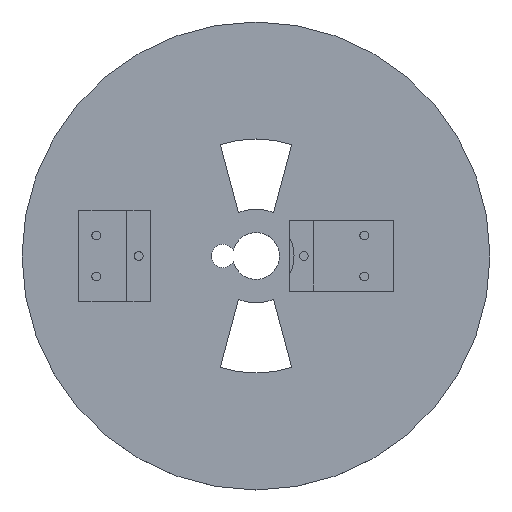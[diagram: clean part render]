
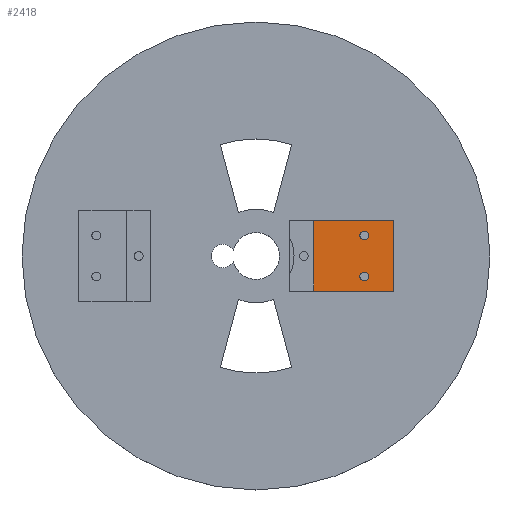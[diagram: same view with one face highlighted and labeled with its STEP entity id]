
A CAD part, top view. The second image highlights one B-rep face of the part: STEP entity #2418.
In plain terms, the highlighted planar face has unit normal (0, 0, 1).
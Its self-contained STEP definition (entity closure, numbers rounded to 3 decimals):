
#980 = PLANE('',#981);
#981 = AXIS2_PLACEMENT_3D('',#982,#983,#984);
#982 = CARTESIAN_POINT('',(23.5,6.,1.8));
#983 = DIRECTION('',(1.,0.,0.));
#984 = DIRECTION('',(0.,-1.,0.));
#1008 = PLANE('',#1009);
#1009 = AXIS2_PLACEMENT_3D('',#1010,#1011,#1012);
#1010 = CARTESIAN_POINT('',(23.5,6.,1.8));
#1011 = DIRECTION('',(0.,-1.,0.));
#1012 = DIRECTION('',(-1.,0.,0.));
#1118 = PLANE('',#1119);
#1119 = AXIS2_PLACEMENT_3D('',#1120,#1121,#1122);
#1120 = CARTESIAN_POINT('',(5.739,-6.,1.8));
#1121 = DIRECTION('',(0.,1.,0.));
#1122 = DIRECTION('',(1.,0.,0.));
#1712 = VERTEX_POINT('',#1713);
#1713 = CARTESIAN_POINT('',(23.5,6.,5.4));
#1734 = EDGE_CURVE('',#1712,#1735,#1737,.T.);
#1735 = VERTEX_POINT('',#1736);
#1736 = CARTESIAN_POINT('',(23.5,-6.,5.4));
#1737 = SURFACE_CURVE('',#1738,(#1742,#1749),.PCURVE_S1.);
#1738 = LINE('',#1739,#1740);
#1739 = CARTESIAN_POINT('',(23.5,6.,5.4));
#1740 = VECTOR('',#1741,1.);
#1741 = DIRECTION('',(0.,-1.,0.));
#1742 = PCURVE('',#980,#1743);
#1743 = DEFINITIONAL_REPRESENTATION('',(#1744),#1748);
#1744 = LINE('',#1745,#1746);
#1745 = CARTESIAN_POINT('',(0.,-3.6));
#1746 = VECTOR('',#1747,1.);
#1747 = DIRECTION('',(1.,0.));
#1748 = ( GEOMETRIC_REPRESENTATION_CONTEXT(2) 
PARAMETRIC_REPRESENTATION_CONTEXT() REPRESENTATION_CONTEXT('2D SPACE',''
  ) );
#1749 = PCURVE('',#1750,#1755);
#1750 = PLANE('',#1751);
#1751 = AXIS2_PLACEMENT_3D('',#1752,#1753,#1754);
#1752 = CARTESIAN_POINT('',(23.5,6.,5.4));
#1753 = DIRECTION('',(0.,0.,1.));
#1754 = DIRECTION('',(1.,0.,0.));
#1755 = DEFINITIONAL_REPRESENTATION('',(#1756),#1760);
#1756 = LINE('',#1757,#1758);
#1757 = CARTESIAN_POINT('',(0.,0.));
#1758 = VECTOR('',#1759,1.);
#1759 = DIRECTION('',(0.,-1.));
#1760 = ( GEOMETRIC_REPRESENTATION_CONTEXT(2) 
PARAMETRIC_REPRESENTATION_CONTEXT() REPRESENTATION_CONTEXT('2D SPACE',''
  ) );
#1788 = EDGE_CURVE('',#1712,#1789,#1791,.T.);
#1789 = VERTEX_POINT('',#1790);
#1790 = CARTESIAN_POINT('',(9.839,6.,5.4));
#1791 = SURFACE_CURVE('',#1792,(#1796,#1803),.PCURVE_S1.);
#1792 = LINE('',#1793,#1794);
#1793 = CARTESIAN_POINT('',(23.5,6.,5.4));
#1794 = VECTOR('',#1795,1.);
#1795 = DIRECTION('',(-1.,0.,0.));
#1796 = PCURVE('',#1008,#1797);
#1797 = DEFINITIONAL_REPRESENTATION('',(#1798),#1802);
#1798 = LINE('',#1799,#1800);
#1799 = CARTESIAN_POINT('',(0.,-3.6));
#1800 = VECTOR('',#1801,1.);
#1801 = DIRECTION('',(1.,0.));
#1802 = ( GEOMETRIC_REPRESENTATION_CONTEXT(2) 
PARAMETRIC_REPRESENTATION_CONTEXT() REPRESENTATION_CONTEXT('2D SPACE',''
  ) );
#1803 = PCURVE('',#1750,#1804);
#1804 = DEFINITIONAL_REPRESENTATION('',(#1805),#1809);
#1805 = LINE('',#1806,#1807);
#1806 = CARTESIAN_POINT('',(0.,0.));
#1807 = VECTOR('',#1808,1.);
#1808 = DIRECTION('',(-1.,0.));
#1809 = ( GEOMETRIC_REPRESENTATION_CONTEXT(2) 
PARAMETRIC_REPRESENTATION_CONTEXT() REPRESENTATION_CONTEXT('2D SPACE',''
  ) );
#1888 = VERTEX_POINT('',#1889);
#1889 = CARTESIAN_POINT('',(9.839,-6.,5.4));
#1915 = EDGE_CURVE('',#1888,#1735,#1916,.T.);
#1916 = SURFACE_CURVE('',#1917,(#1921,#1928),.PCURVE_S1.);
#1917 = LINE('',#1918,#1919);
#1918 = CARTESIAN_POINT('',(5.739,-6.,5.4));
#1919 = VECTOR('',#1920,1.);
#1920 = DIRECTION('',(1.,0.,0.));
#1921 = PCURVE('',#1118,#1922);
#1922 = DEFINITIONAL_REPRESENTATION('',(#1923),#1927);
#1923 = LINE('',#1924,#1925);
#1924 = CARTESIAN_POINT('',(0.,-3.6));
#1925 = VECTOR('',#1926,1.);
#1926 = DIRECTION('',(1.,0.));
#1927 = ( GEOMETRIC_REPRESENTATION_CONTEXT(2) 
PARAMETRIC_REPRESENTATION_CONTEXT() REPRESENTATION_CONTEXT('2D SPACE',''
  ) );
#1928 = PCURVE('',#1750,#1929);
#1929 = DEFINITIONAL_REPRESENTATION('',(#1930),#1934);
#1930 = LINE('',#1931,#1932);
#1931 = CARTESIAN_POINT('',(-17.761,-12.));
#1932 = VECTOR('',#1933,1.);
#1933 = DIRECTION('',(1.,0.));
#1934 = ( GEOMETRIC_REPRESENTATION_CONTEXT(2) 
PARAMETRIC_REPRESENTATION_CONTEXT() REPRESENTATION_CONTEXT('2D SPACE',''
  ) );
#2418 = ADVANCED_FACE('',(#2419,#2450,#2481),#1750,.T.);
#2419 = FACE_BOUND('',#2420,.T.);
#2420 = EDGE_LOOP('',(#2421,#2422,#2423,#2449));
#2421 = ORIENTED_EDGE('',*,*,#1734,.F.);
#2422 = ORIENTED_EDGE('',*,*,#1788,.T.);
#2423 = ORIENTED_EDGE('',*,*,#2424,.F.);
#2424 = EDGE_CURVE('',#1888,#1789,#2425,.T.);
#2425 = SURFACE_CURVE('',#2426,(#2430,#2437),.PCURVE_S1.);
#2426 = LINE('',#2427,#2428);
#2427 = CARTESIAN_POINT('',(9.839,-6.,5.4));
#2428 = VECTOR('',#2429,1.);
#2429 = DIRECTION('',(0.,1.,0.));
#2430 = PCURVE('',#1750,#2431);
#2431 = DEFINITIONAL_REPRESENTATION('',(#2432),#2436);
#2432 = LINE('',#2433,#2434);
#2433 = CARTESIAN_POINT('',(-13.661,-12.));
#2434 = VECTOR('',#2435,1.);
#2435 = DIRECTION('',(0.,1.));
#2436 = ( GEOMETRIC_REPRESENTATION_CONTEXT(2) 
PARAMETRIC_REPRESENTATION_CONTEXT() REPRESENTATION_CONTEXT('2D SPACE',''
  ) );
#2437 = PCURVE('',#2438,#2443);
#2438 = PLANE('',#2439);
#2439 = AXIS2_PLACEMENT_3D('',#2440,#2441,#2442);
#2440 = CARTESIAN_POINT('',(9.839,-6.,5.4));
#2441 = DIRECTION('',(-1.,0.,0.));
#2442 = DIRECTION('',(0.,1.,0.));
#2443 = DEFINITIONAL_REPRESENTATION('',(#2444),#2448);
#2444 = LINE('',#2445,#2446);
#2445 = CARTESIAN_POINT('',(0.,0.));
#2446 = VECTOR('',#2447,1.);
#2447 = DIRECTION('',(1.,0.));
#2448 = ( GEOMETRIC_REPRESENTATION_CONTEXT(2) 
PARAMETRIC_REPRESENTATION_CONTEXT() REPRESENTATION_CONTEXT('2D SPACE',''
  ) );
#2449 = ORIENTED_EDGE('',*,*,#1915,.T.);
#2450 = FACE_BOUND('',#2451,.T.);
#2451 = EDGE_LOOP('',(#2452));
#2452 = ORIENTED_EDGE('',*,*,#2453,.F.);
#2453 = EDGE_CURVE('',#2454,#2454,#2456,.T.);
#2454 = VERTEX_POINT('',#2455);
#2455 = CARTESIAN_POINT('',(19.25,3.5,5.4));
#2456 = SURFACE_CURVE('',#2457,(#2462,#2469),.PCURVE_S1.);
#2457 = CIRCLE('',#2458,0.75);
#2458 = AXIS2_PLACEMENT_3D('',#2459,#2460,#2461);
#2459 = CARTESIAN_POINT('',(18.5,3.5,5.4));
#2460 = DIRECTION('',(0.,0.,1.));
#2461 = DIRECTION('',(1.,0.,0.));
#2462 = PCURVE('',#1750,#2463);
#2463 = DEFINITIONAL_REPRESENTATION('',(#2464),#2468);
#2464 = CIRCLE('',#2465,0.75);
#2465 = AXIS2_PLACEMENT_2D('',#2466,#2467);
#2466 = CARTESIAN_POINT('',(-5.,-2.5));
#2467 = DIRECTION('',(1.,0.));
#2468 = ( GEOMETRIC_REPRESENTATION_CONTEXT(2) 
PARAMETRIC_REPRESENTATION_CONTEXT() REPRESENTATION_CONTEXT('2D SPACE',''
  ) );
#2469 = PCURVE('',#2470,#2475);
#2470 = CYLINDRICAL_SURFACE('',#2471,0.75);
#2471 = AXIS2_PLACEMENT_3D('',#2472,#2473,#2474);
#2472 = CARTESIAN_POINT('',(18.5,3.5,5.4));
#2473 = DIRECTION('',(0.,0.,1.));
#2474 = DIRECTION('',(1.,0.,0.));
#2475 = DEFINITIONAL_REPRESENTATION('',(#2476),#2480);
#2476 = LINE('',#2477,#2478);
#2477 = CARTESIAN_POINT('',(0.,0.));
#2478 = VECTOR('',#2479,1.);
#2479 = DIRECTION('',(1.,0.));
#2480 = ( GEOMETRIC_REPRESENTATION_CONTEXT(2) 
PARAMETRIC_REPRESENTATION_CONTEXT() REPRESENTATION_CONTEXT('2D SPACE',''
  ) );
#2481 = FACE_BOUND('',#2482,.T.);
#2482 = EDGE_LOOP('',(#2483));
#2483 = ORIENTED_EDGE('',*,*,#2484,.F.);
#2484 = EDGE_CURVE('',#2485,#2485,#2487,.T.);
#2485 = VERTEX_POINT('',#2486);
#2486 = CARTESIAN_POINT('',(19.25,-3.5,5.4));
#2487 = SURFACE_CURVE('',#2488,(#2493,#2500),.PCURVE_S1.);
#2488 = CIRCLE('',#2489,0.75);
#2489 = AXIS2_PLACEMENT_3D('',#2490,#2491,#2492);
#2490 = CARTESIAN_POINT('',(18.5,-3.5,5.4));
#2491 = DIRECTION('',(0.,0.,1.));
#2492 = DIRECTION('',(1.,0.,0.));
#2493 = PCURVE('',#1750,#2494);
#2494 = DEFINITIONAL_REPRESENTATION('',(#2495),#2499);
#2495 = CIRCLE('',#2496,0.75);
#2496 = AXIS2_PLACEMENT_2D('',#2497,#2498);
#2497 = CARTESIAN_POINT('',(-5.,-9.5));
#2498 = DIRECTION('',(1.,0.));
#2499 = ( GEOMETRIC_REPRESENTATION_CONTEXT(2) 
PARAMETRIC_REPRESENTATION_CONTEXT() REPRESENTATION_CONTEXT('2D SPACE',''
  ) );
#2500 = PCURVE('',#2501,#2506);
#2501 = CYLINDRICAL_SURFACE('',#2502,0.75);
#2502 = AXIS2_PLACEMENT_3D('',#2503,#2504,#2505);
#2503 = CARTESIAN_POINT('',(18.5,-3.5,5.4));
#2504 = DIRECTION('',(0.,0.,1.));
#2505 = DIRECTION('',(1.,0.,0.));
#2506 = DEFINITIONAL_REPRESENTATION('',(#2507),#2511);
#2507 = LINE('',#2508,#2509);
#2508 = CARTESIAN_POINT('',(0.,0.));
#2509 = VECTOR('',#2510,1.);
#2510 = DIRECTION('',(1.,0.));
#2511 = ( GEOMETRIC_REPRESENTATION_CONTEXT(2) 
PARAMETRIC_REPRESENTATION_CONTEXT() REPRESENTATION_CONTEXT('2D SPACE',''
  ) );
